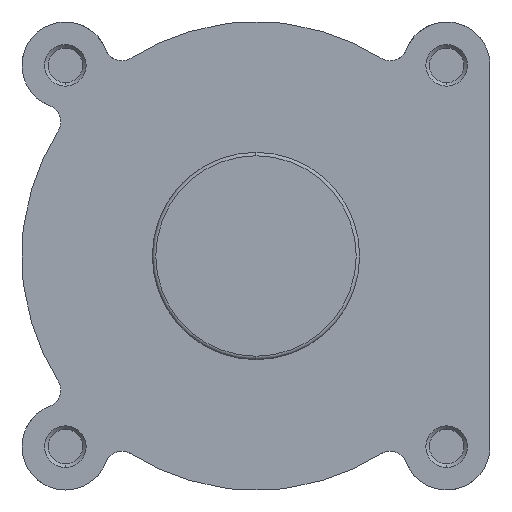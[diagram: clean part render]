
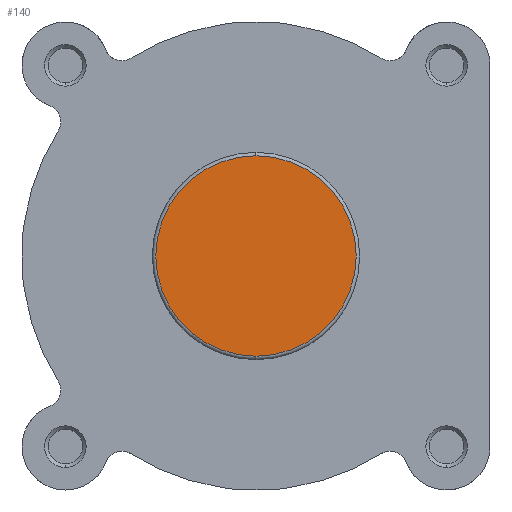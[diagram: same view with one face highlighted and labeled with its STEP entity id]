
A CAD part, left-side view. The second image highlights one B-rep face of the part: STEP entity #140.
In plain terms, the highlighted planar face has unit normal (-1, 0, 0).
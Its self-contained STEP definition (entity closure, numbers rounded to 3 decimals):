
#140 = ADVANCED_FACE ( 'NONE', ( #1005 ), #7148, .F. ) ;
#598 = EDGE_LOOP ( 'NONE', ( #1430, #1378 ) ) ;
#1005 = FACE_OUTER_BOUND ( 'NONE', #598, .T. ) ;
#1326 = CIRCLE ( 'NONE', #3923, 28.9 ) ;
#1378 = ORIENTED_EDGE ( 'NONE', *, *, #1964, .T. ) ;
#1430 = ORIENTED_EDGE ( 'NONE', *, *, #2076, .T. ) ;
#1964 = EDGE_CURVE ( 'NONE', #6534, #6535, #1326, .T. ) ;
#2076 = EDGE_CURVE ( 'NONE', #6535, #6534, #5573, .T. ) ;
#3466 = CARTESIAN_POINT ( 'NONE',  ( 0., 0., 28.9 ) ) ;
#3467 = CARTESIAN_POINT ( 'NONE',  ( 0., 0., -28.9 ) ) ;
#3825 = AXIS2_PLACEMENT_3D ( 'NONE', #7147, #7150, #7151 ) ;
#3923 = AXIS2_PLACEMENT_3D ( 'NONE', #4530, #4531, #4532 ) ;
#3986 = AXIS2_PLACEMENT_3D ( 'NONE', #4809, #4816, #4817 ) ;
#4530 = CARTESIAN_POINT ( 'NONE',  ( 0., 0., 0. ) ) ;
#4531 = DIRECTION ( 'NONE',  ( -1., 0., 0. ) ) ;
#4532 = DIRECTION ( 'NONE',  ( 0., 0., -1. ) ) ;
#4809 = CARTESIAN_POINT ( 'NONE',  ( 0., 0., 0. ) ) ;
#4816 = DIRECTION ( 'NONE',  ( -1., 0., 0. ) ) ;
#4817 = DIRECTION ( 'NONE',  ( 0., 0., -1. ) ) ;
#5573 = CIRCLE ( 'NONE', #3986, 28.9 ) ;
#6534 = VERTEX_POINT ( 'NONE', #3466 ) ;
#6535 = VERTEX_POINT ( 'NONE', #3467 ) ;
#7147 = CARTESIAN_POINT ( 'NONE',  ( 0., 29.9, 0. ) ) ;
#7148 = PLANE ( 'NONE',  #3825 ) ;
#7150 = DIRECTION ( 'NONE',  ( 1., 0., 0. ) ) ;
#7151 = DIRECTION ( 'NONE',  ( 0., 0., -1. ) ) ;
